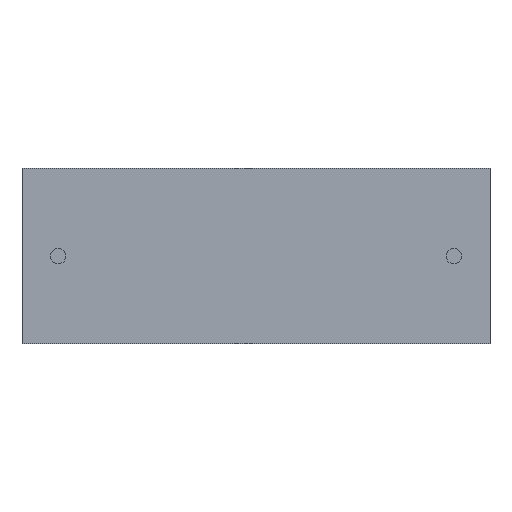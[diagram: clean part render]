
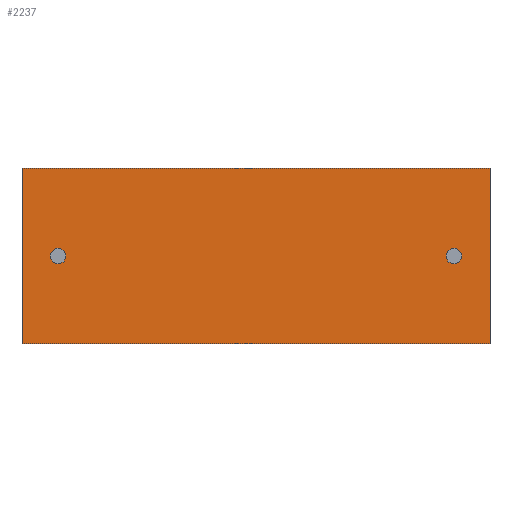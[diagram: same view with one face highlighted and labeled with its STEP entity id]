
A CAD part, front view. The second image highlights one B-rep face of the part: STEP entity #2237.
In plain terms, the highlighted planar face has unit normal (0, -1, 0).
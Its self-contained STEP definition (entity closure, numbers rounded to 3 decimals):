
#8 = CIRCLE ( 'NONE', #127, 0.4 ) ;
#42 = DIRECTION ( 'NONE',  ( 0., 0., 1. ) ) ;
#48 = CARTESIAN_POINT ( 'NONE',  ( 22.15, 0., 4.5 ) ) ;
#94 = EDGE_CURVE ( 'NONE', #1931, #470, #1088, .T. ) ;
#123 = DIRECTION ( 'NONE',  ( 0., 0., 1. ) ) ;
#127 = AXIS2_PLACEMENT_3D ( 'NONE', #814, #797, #42 ) ;
#149 = FACE_OUTER_BOUND ( 'NONE', #1541, .T. ) ;
#181 = VERTEX_POINT ( 'NONE', #1716 ) ;
#306 = DIRECTION ( 'NONE',  ( 0., 1., 0. ) ) ;
#310 = DIRECTION ( 'NONE',  ( 1., 0., 0. ) ) ;
#341 = EDGE_CURVE ( 'NONE', #470, #1931, #1148, .T. ) ;
#390 = CARTESIAN_POINT ( 'NONE',  ( 22.15, 0., 4.1 ) ) ;
#432 = DIRECTION ( 'NONE',  ( 0., -1., 0. ) ) ;
#470 = VERTEX_POINT ( 'NONE', #1006 ) ;
#479 = CARTESIAN_POINT ( 'NONE',  ( 0., 0., 9. ) ) ;
#524 = ORIENTED_EDGE ( 'NONE', *, *, #1750, .F. ) ;
#542 = CARTESIAN_POINT ( 'NONE',  ( 0., 0., 0. ) ) ;
#550 = EDGE_CURVE ( 'NONE', #795, #2377, #700, .T. ) ;
#573 = DIRECTION ( 'NONE',  ( 0., 0., -1. ) ) ;
#625 = ORIENTED_EDGE ( 'NONE', *, *, #1355, .T. ) ;
#635 = LINE ( 'NONE', #542, #2224 ) ;
#652 = FACE_BOUND ( 'NONE', #1061, .T. ) ;
#662 = AXIS2_PLACEMENT_3D ( 'NONE', #1386, #432, #819 ) ;
#680 = LINE ( 'NONE', #2178, #1812 ) ;
#685 = VERTEX_POINT ( 'NONE', #1486 ) ;
#700 = LINE ( 'NONE', #2407, #2235 ) ;
#707 = VERTEX_POINT ( 'NONE', #2421 ) ;
#795 = VERTEX_POINT ( 'NONE', #2269 ) ;
#797 = DIRECTION ( 'NONE',  ( 0., -1., 0. ) ) ;
#814 = CARTESIAN_POINT ( 'NONE',  ( 1.85, 0., 4.5 ) ) ;
#819 = DIRECTION ( 'NONE',  ( 0., 0., 1. ) ) ;
#951 = ORIENTED_EDGE ( 'NONE', *, *, #341, .T. ) ;
#955 = DIRECTION ( 'NONE',  ( 0., 1., 0. ) ) ;
#957 = EDGE_CURVE ( 'NONE', #181, #707, #8, .T. ) ;
#1006 = CARTESIAN_POINT ( 'NONE',  ( 22.15, 0., 4.9 ) ) ;
#1061 = EDGE_LOOP ( 'NONE', ( #951, #1426 ) ) ;
#1065 = ORIENTED_EDGE ( 'NONE', *, *, #2192, .F. ) ;
#1088 = CIRCLE ( 'NONE', #2006, 0.4 ) ;
#1131 = ORIENTED_EDGE ( 'NONE', *, *, #957, .F. ) ;
#1148 = CIRCLE ( 'NONE', #2047, 0.4 ) ;
#1258 = DIRECTION ( 'NONE',  ( 0., 0., -1. ) ) ;
#1355 = EDGE_CURVE ( 'NONE', #2377, #1550, #635, .T. ) ;
#1386 = CARTESIAN_POINT ( 'NONE',  ( 1.85, 0., 4.5 ) ) ;
#1426 = ORIENTED_EDGE ( 'NONE', *, *, #94, .T. ) ;
#1436 = PLANE ( 'NONE',  #2046 ) ;
#1486 = CARTESIAN_POINT ( 'NONE',  ( 24., 0., 9. ) ) ;
#1490 = LINE ( 'NONE', #1611, #2210 ) ;
#1493 = DIRECTION ( 'NONE',  ( 1., 0., 0. ) ) ;
#1512 = ORIENTED_EDGE ( 'NONE', *, *, #2073, .F. ) ;
#1541 = EDGE_LOOP ( 'NONE', ( #625, #1065, #1512, #2122 ) ) ;
#1550 = VERTEX_POINT ( 'NONE', #2124 ) ;
#1580 = DIRECTION ( 'NONE',  ( 0., 1., 0. ) ) ;
#1611 = CARTESIAN_POINT ( 'NONE',  ( 0., 0., 9. ) ) ;
#1632 = FACE_BOUND ( 'NONE', #2469, .T. ) ;
#1716 = CARTESIAN_POINT ( 'NONE',  ( 1.85, 0., 4.1 ) ) ;
#1750 = EDGE_CURVE ( 'NONE', #707, #181, #2174, .T. ) ;
#1812 = VECTOR ( 'NONE', #2007, 1000. ) ;
#1931 = VERTEX_POINT ( 'NONE', #390 ) ;
#1979 = DIRECTION ( 'NONE',  ( 0., 0., -1. ) ) ;
#2006 = AXIS2_PLACEMENT_3D ( 'NONE', #2285, #955, #573 ) ;
#2007 = DIRECTION ( 'NONE',  ( 0., 0., -1. ) ) ;
#2046 = AXIS2_PLACEMENT_3D ( 'NONE', #479, #306, #123 ) ;
#2047 = AXIS2_PLACEMENT_3D ( 'NONE', #48, #1580, #1979 ) ;
#2073 = EDGE_CURVE ( 'NONE', #795, #685, #1490, .T. ) ;
#2122 = ORIENTED_EDGE ( 'NONE', *, *, #550, .T. ) ;
#2124 = CARTESIAN_POINT ( 'NONE',  ( 24., 0., 0. ) ) ;
#2174 = CIRCLE ( 'NONE', #662, 0.4 ) ;
#2178 = CARTESIAN_POINT ( 'NONE',  ( 24., 0., 9. ) ) ;
#2192 = EDGE_CURVE ( 'NONE', #685, #1550, #680, .T. ) ;
#2210 = VECTOR ( 'NONE', #310, 1000. ) ;
#2224 = VECTOR ( 'NONE', #1493, 1000. ) ;
#2235 = VECTOR ( 'NONE', #1258, 1000. ) ;
#2237 = ADVANCED_FACE ( 'NONE', ( #652, #149, #1632 ), #1436, .F. ) ;
#2269 = CARTESIAN_POINT ( 'NONE',  ( 0., 0., 9. ) ) ;
#2270 = CARTESIAN_POINT ( 'NONE',  ( 0., 0., 0. ) ) ;
#2285 = CARTESIAN_POINT ( 'NONE',  ( 22.15, 0., 4.5 ) ) ;
#2377 = VERTEX_POINT ( 'NONE', #2270 ) ;
#2407 = CARTESIAN_POINT ( 'NONE',  ( 0., 0., 9. ) ) ;
#2421 = CARTESIAN_POINT ( 'NONE',  ( 1.85, 0., 4.9 ) ) ;
#2469 = EDGE_LOOP ( 'NONE', ( #524, #1131 ) ) ;
